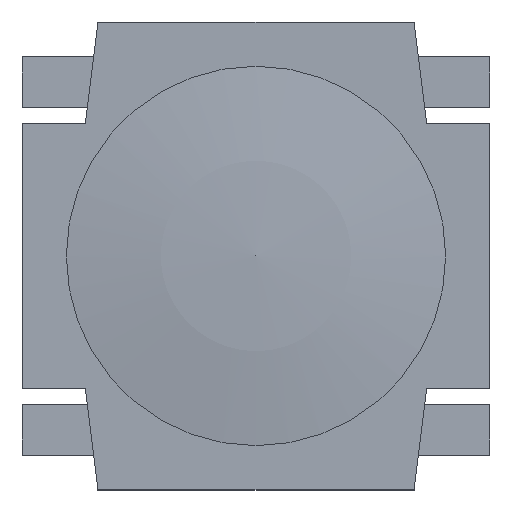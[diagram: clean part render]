
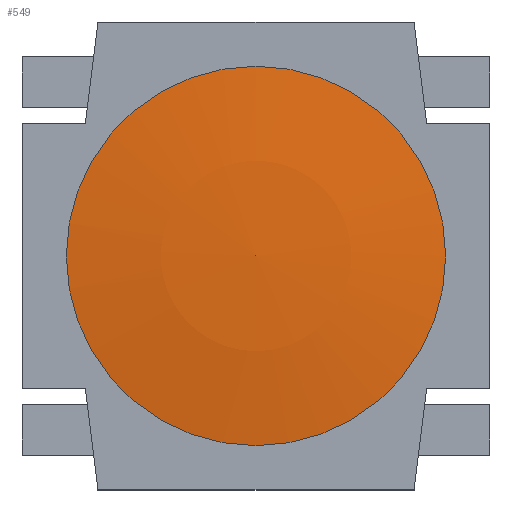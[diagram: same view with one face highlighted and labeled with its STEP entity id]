
A CAD part, top view. The second image highlights one B-rep face of the part: STEP entity #549.
In plain terms, the highlighted spherical face has radius 11.3 mm.
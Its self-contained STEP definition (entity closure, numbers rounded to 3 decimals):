
#10=SPHERICAL_SURFACE('',#618,11.3);
#11=CIRCLE('',#617,1.5);
#164=ORIENTED_EDGE('',*,*,#237,.F.);
#237=EDGE_CURVE('',#286,#286,#11,.T.);
#286=VERTEX_POINT('',#912);
#460=EDGE_LOOP('',(#164));
#490=FACE_BOUND('',#460,.T.);
#549=ADVANCED_FACE('',(#490),#10,.T.);
#617=AXIS2_PLACEMENT_3D('',#911,#755,#756);
#618=AXIS2_PLACEMENT_3D('',#913,#757,#758);
#755=DIRECTION('',(0.,0.,-1.));
#756=DIRECTION('',(-1.,0.,0.));
#757=DIRECTION('',(0.,0.,-1.));
#758=DIRECTION('',(1.,0.,0.));
#911=CARTESIAN_POINT('',(0.,0.,0.4));
#912=CARTESIAN_POINT('',(-1.5,0.,0.4));
#913=CARTESIAN_POINT('',(0.,0.,-10.8));
